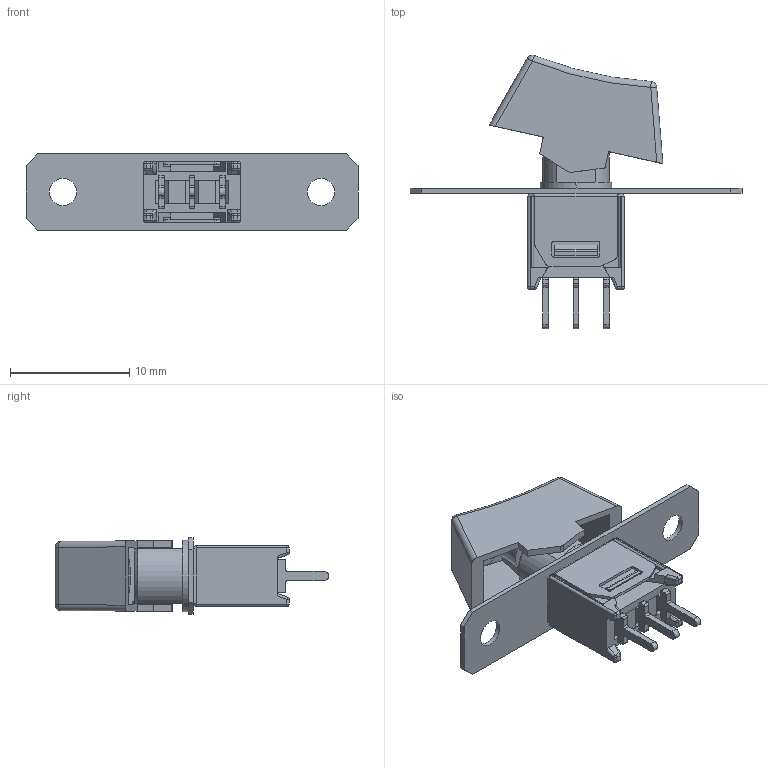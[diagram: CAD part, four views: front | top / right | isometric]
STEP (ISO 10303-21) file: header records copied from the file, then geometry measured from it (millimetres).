
FILE_DESCRIPTION((''),'2;1');
FILE_NAME('1S1-MDP1-R22-M2QE_ASM','2016-05-31T',('adamlydecker'),(''),'CREO PARAMETRIC BY PTC INC, 2015480','CREO PARAMETRIC BY PTC INC, 2015480','');
FILE_SCHEMA(('AUTOMOTIVE_DESIGN { 1 0 10303 214 1 1 1 1 }'));
Length unit declared in the file: inch
Products named in the file (8): CA015; WTE005; WTE006; WBU027; WHO366; WSU014; CP004; 1S1-MDP1-R22-M2QE_ASM
Assembly tree (8 placements, depth 2):
  1S1-MDP1-R22-M2QE_ASM
    CA015
    WTE005  x2
    WTE006
    WBU027
    WHO366
    WSU014
    CP004
Bounding box: 27.8 x 22.9 x 6.4 mm (x, y, z)
Volume: 572.4 mm3; surface area: 1882.3 mm2
Topology: 8 solids, 8 shells, 458 faces, 1249 edges, 797 vertices
Faces by surface type: plane 242, cylinder 184, sphere 20, cone 8, bspline 2, torus 2
Entity records: 20317 total; most frequent: CARTESIAN_POINT 2758, ORIENTED_EDGE 2294, DIRECTION 2290, PRESENTATION_STYLE_ASSIGNMENT 1285, STYLED_ITEM 1154, CURVE_STYLE 1147, EDGE_CURVE 1147, VECTOR 776
